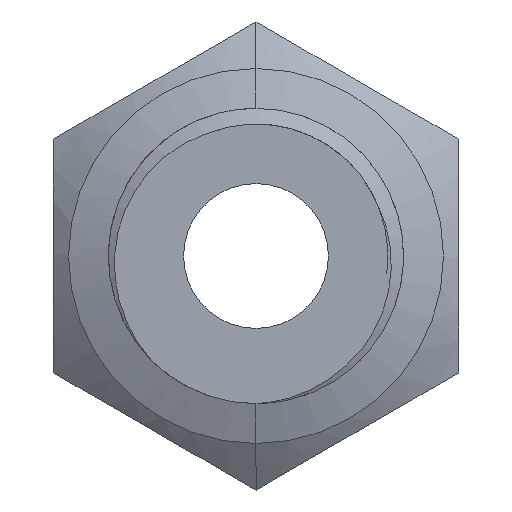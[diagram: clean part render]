
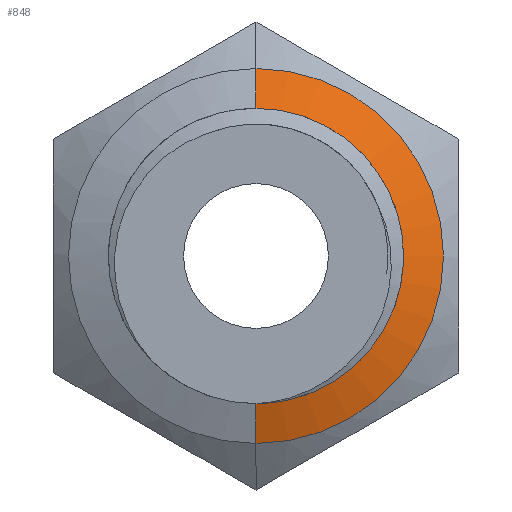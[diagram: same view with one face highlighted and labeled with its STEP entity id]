
A CAD part, left-side view. The second image highlights one B-rep face of the part: STEP entity #848.
In plain terms, the highlighted conical face has half-angle 70.033 degrees and reference radius 6.476 mm.
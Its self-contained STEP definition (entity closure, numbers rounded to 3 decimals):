
#88 = CARTESIAN_POINT ( 'NONE',  ( -3., 0., 0. ) ) ;
#313 = FACE_OUTER_BOUND ( 'NONE', #1472, .T. ) ;
#553 = CARTESIAN_POINT ( 'NONE',  ( -3.5, 0., 5.1 ) ) ;
#579 = VECTOR ( 'NONE', #4663, 1000. ) ;
#725 = VERTEX_POINT ( 'NONE', #1215 ) ;
#727 = CARTESIAN_POINT ( 'NONE',  ( -3., 0., -6.476 ) ) ;
#848 = ADVANCED_FACE ( 'NONE', ( #313 ), #5774, .T. ) ;
#1077 = CIRCLE ( 'NONE', #4058, 6.476 ) ;
#1168 = EDGE_CURVE ( 'NONE', #1285, #5462, #1077, .T. ) ;
#1186 = CARTESIAN_POINT ( 'NONE',  ( -3., 0., 0. ) ) ;
#1215 = CARTESIAN_POINT ( 'NONE',  ( -3.5, 0., -5.1 ) ) ;
#1281 = VERTEX_POINT ( 'NONE', #553 ) ;
#1285 = VERTEX_POINT ( 'NONE', #727 ) ;
#1405 = LINE ( 'NONE', #5155, #579 ) ;
#1472 = EDGE_LOOP ( 'NONE', ( #5541, #5573, #4472, #4500 ) ) ;
#1668 = DIRECTION ( 'NONE',  ( 0., 0., 1. ) ) ;
#1698 = DIRECTION ( 'NONE',  ( -1., 0., 0. ) ) ;
#2288 = AXIS2_PLACEMENT_3D ( 'NONE', #1186, #2589, #4520 ) ;
#2547 = CARTESIAN_POINT ( 'NONE',  ( -3.5, 0., 0. ) ) ;
#2589 = DIRECTION ( 'NONE',  ( 1., 0., 0. ) ) ;
#2673 = AXIS2_PLACEMENT_3D ( 'NONE', #2547, #1698, #1668 ) ;
#3893 = EDGE_CURVE ( 'NONE', #1281, #5462, #1405, .T. ) ;
#4058 = AXIS2_PLACEMENT_3D ( 'NONE', #88, #5797, #5939 ) ;
#4100 = LINE ( 'NONE', #6109, #5461 ) ;
#4472 = ORIENTED_EDGE ( 'NONE', *, *, #4679, .T. ) ;
#4500 = ORIENTED_EDGE ( 'NONE', *, *, #1168, .T. ) ;
#4520 = DIRECTION ( 'NONE',  ( 0., 0., -1. ) ) ;
#4663 = DIRECTION ( 'NONE',  ( 0.341, 0., 0.94 ) ) ;
#4679 = EDGE_CURVE ( 'NONE', #725, #1285, #4100, .T. ) ;
#5056 = DIRECTION ( 'NONE',  ( 0.341, 0., -0.94 ) ) ;
#5155 = CARTESIAN_POINT ( 'NONE',  ( -3., 0., 6.476 ) ) ;
#5461 = VECTOR ( 'NONE', #5056, 1000. ) ;
#5462 = VERTEX_POINT ( 'NONE', #5949 ) ;
#5541 = ORIENTED_EDGE ( 'NONE', *, *, #3893, .F. ) ;
#5573 = ORIENTED_EDGE ( 'NONE', *, *, #6052, .F. ) ;
#5774 = CONICAL_SURFACE ( 'NONE', #2288, 6.476, 1.222 ) ;
#5797 = DIRECTION ( 'NONE',  ( -1., 0., 0. ) ) ;
#5939 = DIRECTION ( 'NONE',  ( 0., 0., 1. ) ) ;
#5949 = CARTESIAN_POINT ( 'NONE',  ( -3., 0., 6.476 ) ) ;
#6052 = EDGE_CURVE ( 'NONE', #725, #1281, #6064, .T. ) ;
#6064 = CIRCLE ( 'NONE', #2673, 5.1 ) ;
#6109 = CARTESIAN_POINT ( 'NONE',  ( -3., 0., -6.476 ) ) ;
